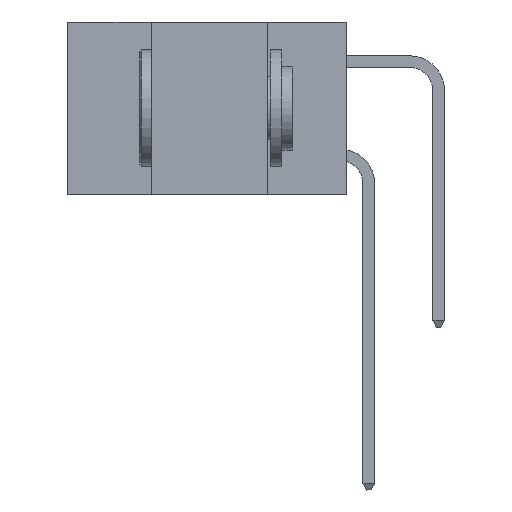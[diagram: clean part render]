
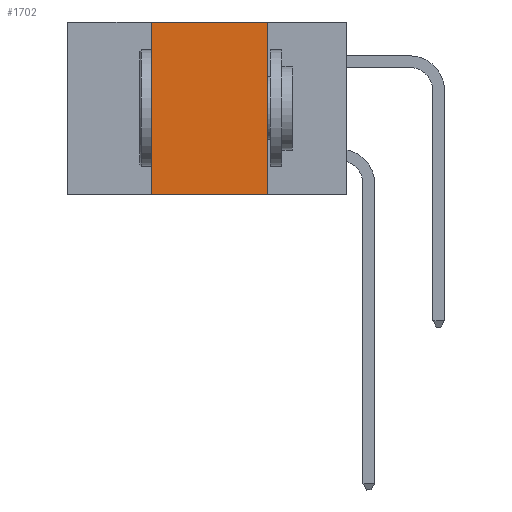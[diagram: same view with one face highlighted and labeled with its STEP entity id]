
A CAD part, left-side view. The second image highlights one B-rep face of the part: STEP entity #1702.
In plain terms, the highlighted planar face has unit normal (-1, 0, 0).
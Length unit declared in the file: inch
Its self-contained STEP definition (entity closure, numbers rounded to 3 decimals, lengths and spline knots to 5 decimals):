
#58 = DIRECTION ( 'NONE',  ( 0., -1., 0. ) ) ;
#1082 = CARTESIAN_POINT ( 'NONE',  ( 0., 0.42, -0.37 ) ) ;
#1223 = EDGE_CURVE ( 'NONE', #32602, #26812, #33738, .T. ) ;
#1468 = DIRECTION ( 'NONE',  ( 0., 0., -1. ) ) ;
#1702 = ADVANCED_FACE ( 'NONE', ( #32041 ), #30393, .F. ) ;
#2494 = EDGE_CURVE ( 'NONE', #32602, #12425, #20889, .T. ) ;
#2496 = CARTESIAN_POINT ( 'NONE',  ( 0., 0.42, 0. ) ) ;
#3295 = ORIENTED_EDGE ( 'NONE', *, *, #4462, .F. ) ;
#3691 = EDGE_CURVE ( 'NONE', #16354, #12425, #21765, .T. ) ;
#4462 = EDGE_CURVE ( 'NONE', #26812, #16354, #24625, .T. ) ;
#4703 = ORIENTED_EDGE ( 'NONE', *, *, #1223, .F. ) ;
#9840 = VECTOR ( 'NONE', #20963, 39.37008 ) ;
#10884 = ORIENTED_EDGE ( 'NONE', *, *, #2494, .T. ) ;
#12062 = CARTESIAN_POINT ( 'NONE',  ( 0., 0.6, 0. ) ) ;
#12425 = VERTEX_POINT ( 'NONE', #32984 ) ;
#14514 = DIRECTION ( 'NONE',  ( 1., 0., 0. ) ) ;
#15179 = DIRECTION ( 'NONE',  ( 0., 0., -1. ) ) ;
#15896 = CARTESIAN_POINT ( 'NONE',  ( 0., 0.6, 0. ) ) ;
#16287 = AXIS2_PLACEMENT_3D ( 'NONE', #12062, #14514, #1468 ) ;
#16354 = VERTEX_POINT ( 'NONE', #24842 ) ;
#16438 = VECTOR ( 'NONE', #15179, 39.37008 ) ;
#16976 = ORIENTED_EDGE ( 'NONE', *, *, #3691, .F. ) ;
#17636 = VECTOR ( 'NONE', #58, 39.37008 ) ;
#20308 = EDGE_LOOP ( 'NONE', ( #16976, #3295, #4703, #10884 ) ) ;
#20530 = DIRECTION ( 'NONE',  ( 0., -1., 0. ) ) ;
#20756 = CARTESIAN_POINT ( 'NONE',  ( 0., 0.6, -0.37 ) ) ;
#20889 = LINE ( 'NONE', #20756, #24205 ) ;
#20963 = DIRECTION ( 'NONE',  ( 0., 0., 1. ) ) ;
#21765 = LINE ( 'NONE', #28287, #16438 ) ;
#24205 = VECTOR ( 'NONE', #20530, 39.37008 ) ;
#24625 = LINE ( 'NONE', #15896, #17636 ) ;
#24842 = CARTESIAN_POINT ( 'NONE',  ( 0., 0.17, 0. ) ) ;
#26812 = VERTEX_POINT ( 'NONE', #29465 ) ;
#28287 = CARTESIAN_POINT ( 'NONE',  ( 0., 0.17, 0. ) ) ;
#29465 = CARTESIAN_POINT ( 'NONE',  ( 0., 0.42, 0. ) ) ;
#30393 = PLANE ( 'NONE',  #16287 ) ;
#32041 = FACE_OUTER_BOUND ( 'NONE', #20308, .T. ) ;
#32602 = VERTEX_POINT ( 'NONE', #1082 ) ;
#32984 = CARTESIAN_POINT ( 'NONE',  ( 0., 0.17, -0.37 ) ) ;
#33738 = LINE ( 'NONE', #2496, #9840 ) ;
